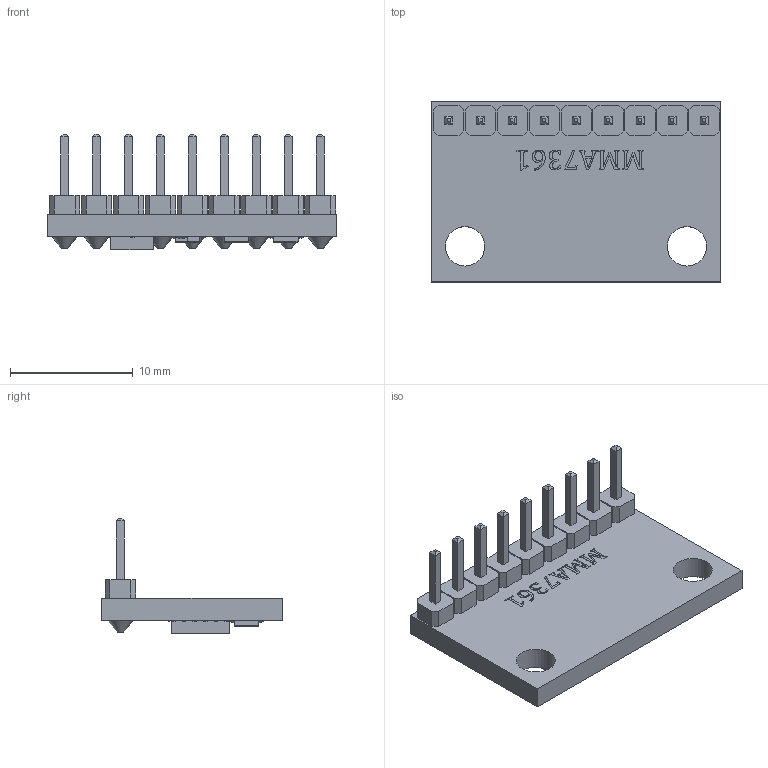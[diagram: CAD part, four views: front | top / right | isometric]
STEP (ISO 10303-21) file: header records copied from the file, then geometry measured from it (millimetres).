
FILE_DESCRIPTION(/* description */ (''),/* implementation_level */ '2;1');
FILE_NAME(/* name */ 'acelerometro_MMA7361.stp',/* time_stamp */ '2023-05-17T16:50:41-03:00',/* author */ (''),/* organization */ (''),/* preprocessor_version */ 'ST-DEVELOPER v18.1',/* originating_system */ 'SIEMENS PLM Software NX 1965',/* authorisation */ '');
FILE_SCHEMA (('AUTOMOTIVE_DESIGN { 1 0 10303 214 3 1 1 1 }'));
Length unit declared in the file: millimetre
Products named in the file (1): acelerometro_MMA7361
Bounding box: 23.56 x 14.65 x 9.4 mm (x, y, z)
Volume: 724.9 mm3; surface area: 1200.7 mm2
Topology: 10 solids, 10 shells, 716 faces, 1983 edges, 1499 vertices
Faces by surface type: plane 557, extrusion 102, cylinder 48, cone 9
Full cylindrical faces by diameter (mm): 0.5 x6, 3.2 x2
Entity records: 30821 total; most frequent: CARTESIAN_POINT 10515, ORIENTED_EDGE 3556, DIRECTION 2780, EDGE_CURVE 1778, VECTOR 1348, LINE 1246, VERTEX_POINT 1175, EDGE_LOOP 813
